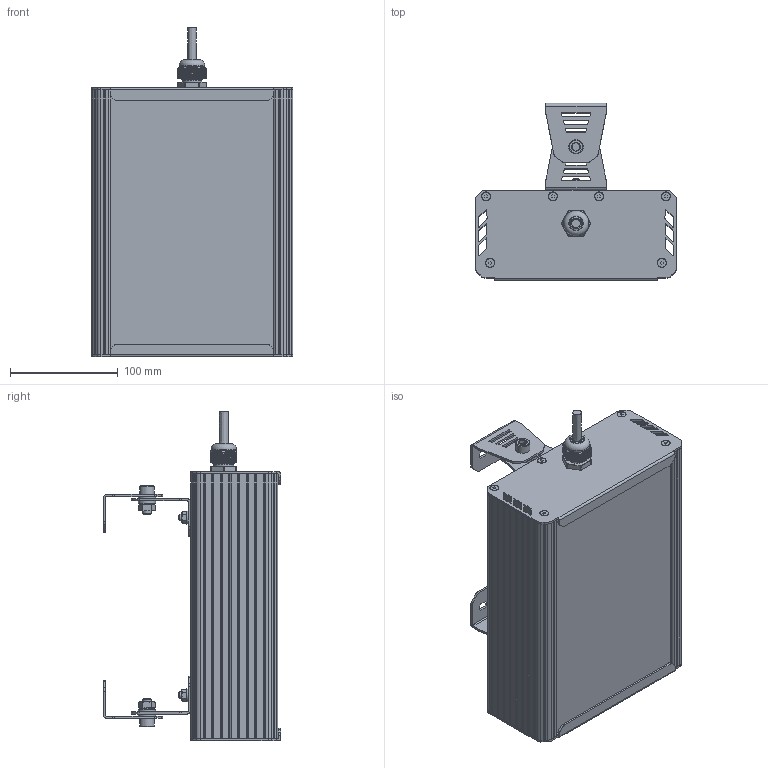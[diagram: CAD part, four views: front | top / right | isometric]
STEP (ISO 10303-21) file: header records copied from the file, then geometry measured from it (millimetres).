
FILE_DESCRIPTION(('STEP AP214'), '1');
FILE_NAME('001.0079.12.000 - ÃÑÏ-Ýêñòðà-40', '2023-10-28T05:17:41', ('Ëóêîíèí'), ('ÎÊÁ Ñâîé Ñòèëü'), 'C3D Converter', 'C3D Toolkit', '');
FILE_SCHEMA(('AUTOMOTIVE_DESIGN { 1 0 10303 214 3 1 1}'));
Length unit declared in the file: millimetre
Products named in the file (32): 001.0079.12.000; 001.0065.01.000
Assembly tree (58 placements, depth 4):
  001.0079.12.000
    (unnamed)
      (unnamed)
      (unnamed)
      (unnamed)
      (unnamed)  x6
      (unnamed)  x6
      (unnamed)
      (unnamed)
      (unnamed)
      (unnamed)
        (unnamed)
      (unnamed)  x4
        (unnamed)
        (unnamed)
        (unnamed)
        (unnamed)
        (unnamed)
        (unnamed)
        (unnamed)
        (unnamed)
        (unnamed)
    001.0065.01.000  x2
      (unnamed)
      (unnamed)
      (unnamed)
      (unnamed)
      (unnamed)
      (unnamed)
      (unnamed)
      (unnamed)
      (unnamed)
Bounding box: 187.37 x 164.62 x 306.43 mm (x, y, z)
Volume: 815233.8 mm3; surface area: 656290.3 mm2
Topology: 168 solids, 168 shells, 3026 faces, 7977 edges, 5345 vertices
Faces by surface type: plane 1832, cylinder 972, cone 178, bspline 29, torus 11, sphere 4
Full cylindrical faces by diameter (mm): 1 x4, 2 x8, 2.5 x16, 2.8 x100, 3.2 x4, 3.5 x20, 4 x12, 6 x4, 6.375 x2, 8 x16, 8.5 x8, 12 x3, 12.5 x1, 13.333 x2, 16 x5, 18.5 x3, 20 x1, 23.5 x1
Entity records: 103269 total; most frequent: CARTESIAN_POINT 40775, ORIENTED_EDGE 9920, DIRECTION 9092, EDGE_CURVE 4960, VERTEX_POINT 3398, AXIS2_PLACEMENT_3D 3070, LINE 2952, VECTOR 2952
